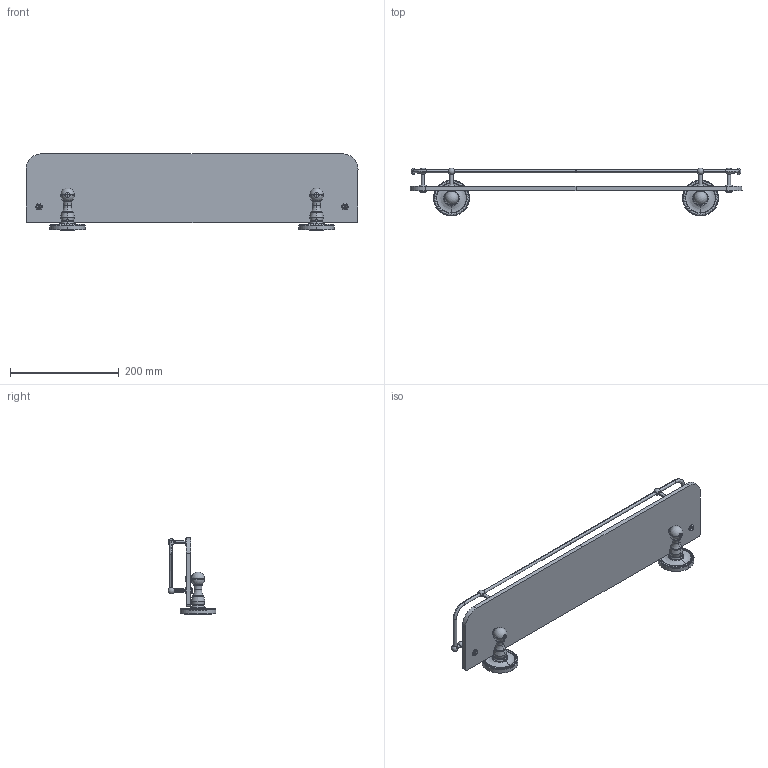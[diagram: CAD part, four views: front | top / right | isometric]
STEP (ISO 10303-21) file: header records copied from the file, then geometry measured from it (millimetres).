
FILE_DESCRIPTION((''),'2;1');
FILE_NAME('1535T-18_ASM','2011-01-18T',('project'),(''),'PRO/ENGINEER BY PARAMETRIC TECHNOLOGY CORPORATION, 2009300','PRO/ENGINEER BY PARAMETRIC TECHNOLOGY CORPORATION, 2009300','');
FILE_SCHEMA(('CONFIG_CONTROL_DESIGN'));
Length unit declared in the file: inch
Products named in the file (3): 1135T-18; 1500C; 1535T-18_ASM
Assembly tree (3 placements, depth 2):
  1535T-18_ASM
    1135T-18
    1500C  x2
Bounding box: 609.61 x 87.86 x 140.36 mm (x, y, z)
Volume: 31199.5 mm3; surface area: 227391.7 mm2
Topology: 34 solids, 50 shells, 1252 faces, 3233 edges, 1903 vertices
Faces by surface type: cone 604, cylinder 202, bspline 166, sphere 122, plane 102, torus 54, revolution 2
Entity records: 36468 total; most frequent: CARTESIAN_POINT 11397, DIRECTION 5422, ORIENTED_EDGE 5150, EDGE_CURVE 2617, AXIS2_PLACEMENT_3D 2408, VERTEX_POINT 1605, CIRCLE 1383, EDGE_LOOP 1172
